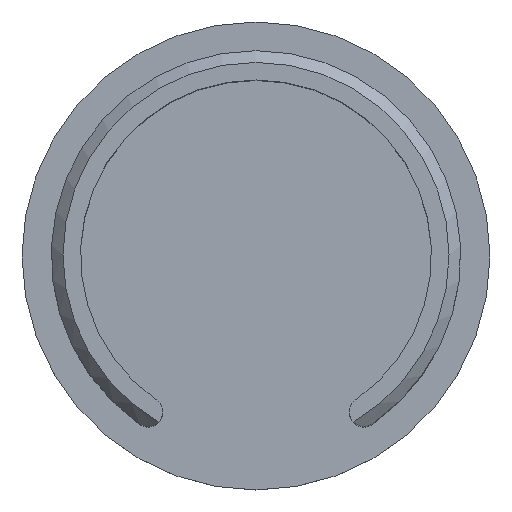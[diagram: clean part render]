
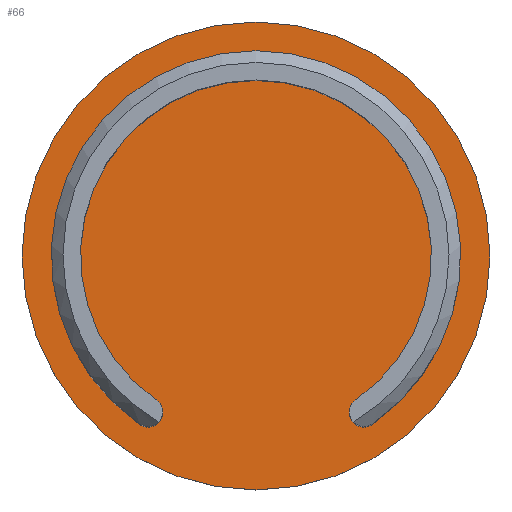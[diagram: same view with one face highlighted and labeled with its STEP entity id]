
A CAD part, top view. The second image highlights one B-rep face of the part: STEP entity #66.
In plain terms, the highlighted planar face has unit normal (0, 0, 1).
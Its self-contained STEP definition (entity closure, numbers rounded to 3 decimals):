
#55=PLANE('',#187);
#66=ADVANCED_FACE('',(#81,#82),#55,.T.);
#81=FACE_BOUND('',#88,.T.);
#82=FACE_BOUND('',#89,.T.);
#88=EDGE_LOOP('',(#101,#102,#103,#104));
#89=EDGE_LOOP('',(#105));
#101=ORIENTED_EDGE('',*,*,#150,.F.);
#102=ORIENTED_EDGE('',*,*,#151,.F.);
#103=ORIENTED_EDGE('',*,*,#152,.F.);
#104=ORIENTED_EDGE('',*,*,#153,.F.);
#105=ORIENTED_EDGE('',*,*,#148,.T.);
#135=VERTEX_POINT('',#254);
#137=VERTEX_POINT('',#260);
#138=VERTEX_POINT('',#261);
#139=VERTEX_POINT('',#263);
#140=VERTEX_POINT('',#265);
#148=EDGE_CURVE('',#135,#135,#166,.T.);
#150=EDGE_CURVE('',#137,#138,#168,.T.);
#151=EDGE_CURVE('',#139,#137,#169,.T.);
#152=EDGE_CURVE('',#140,#139,#170,.T.);
#153=EDGE_CURVE('',#138,#140,#171,.T.);
#166=CIRCLE('',#179,10.);
#168=CIRCLE('',#183,7.5);
#169=CIRCLE('',#184,0.625);
#170=CIRCLE('',#185,8.75);
#171=CIRCLE('',#186,0.625);
#179=AXIS2_PLACEMENT_3D('',#253,#204,#205);
#183=AXIS2_PLACEMENT_3D('',#259,#212,#213);
#184=AXIS2_PLACEMENT_3D('',#262,#214,#215);
#185=AXIS2_PLACEMENT_3D('',#264,#216,#217);
#186=AXIS2_PLACEMENT_3D('',#266,#218,#219);
#187=AXIS2_PLACEMENT_3D('',#267,#220,#221);
#204=DIRECTION('',(0.,0.,1.));
#205=DIRECTION('',(1.,0.,0.));
#212=DIRECTION('',(0.,0.,-1.));
#213=DIRECTION('',(1.,0.,0.));
#214=DIRECTION('',(0.,0.,1.));
#215=DIRECTION('',(1.,0.,0.));
#216=DIRECTION('',(0.,0.,1.));
#217=DIRECTION('',(-1.,0.,0.));
#218=DIRECTION('',(0.,0.,1.));
#219=DIRECTION('',(1.,0.,0.));
#220=DIRECTION('',(0.,0.,1.));
#221=DIRECTION('',(1.,0.,0.));
#253=CARTESIAN_POINT('',(0.,0.,0.));
#254=CARTESIAN_POINT('',(10.,0.,0.));
#259=CARTESIAN_POINT('',(0.,0.,0.));
#260=CARTESIAN_POINT('',(-4.257,-6.175,0.));
#261=CARTESIAN_POINT('',(4.257,-6.175,0.));
#262=CARTESIAN_POINT('',(-4.611,-6.69,0.));
#263=CARTESIAN_POINT('',(-4.966,-7.204,0.));
#264=CARTESIAN_POINT('',(0.,0.,0.));
#265=CARTESIAN_POINT('',(4.966,-7.204,0.));
#266=CARTESIAN_POINT('',(4.611,-6.69,0.));
#267=CARTESIAN_POINT('',(0.,0.,0.));
